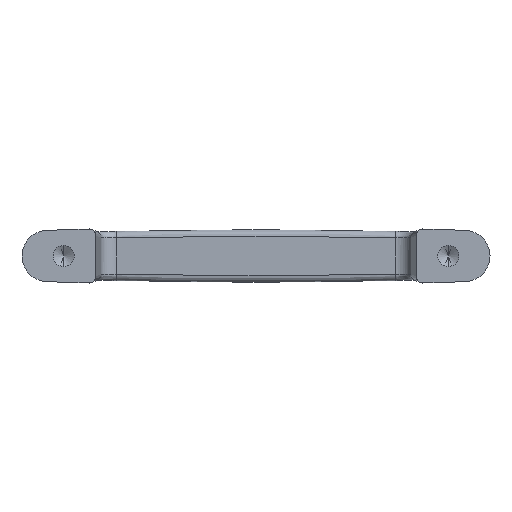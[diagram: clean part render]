
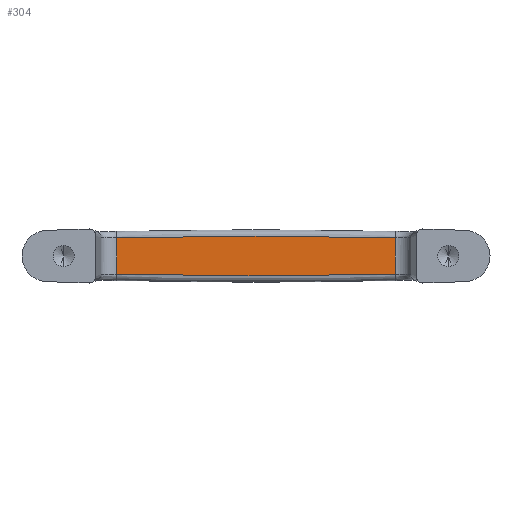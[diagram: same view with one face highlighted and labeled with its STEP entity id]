
A CAD part, front view. The second image highlights one B-rep face of the part: STEP entity #304.
In plain terms, the highlighted planar face has unit normal (0, -1, 0).
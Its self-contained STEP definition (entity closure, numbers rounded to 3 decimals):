
#136 = EDGE_LOOP ( 'NONE', ( #137, #141, #273, #276 ) ) ;
#137 = ORIENTED_EDGE ( 'NONE', *, *, #138, .T. ) ;
#138 = EDGE_CURVE ( 'NONE', #139, #140, #1159, .T. ) ;
#139 = VERTEX_POINT ( 'NONE', #1205 ) ;
#140 = VERTEX_POINT ( 'NONE', #1135 ) ;
#141 = ORIENTED_EDGE ( 'NONE', *, *, #142, .T. ) ;
#142 = EDGE_CURVE ( 'NONE', #140, #143, #1104, .T. ) ;
#143 = VERTEX_POINT ( 'NONE', #1103 ) ;
#273 = ORIENTED_EDGE ( 'NONE', *, *, #274, .T. ) ;
#274 = EDGE_CURVE ( 'NONE', #143, #275, #1512, .T. ) ;
#275 = VERTEX_POINT ( 'NONE', #1508 ) ;
#276 = ORIENTED_EDGE ( 'NONE', *, *, #277, .T. ) ;
#277 = EDGE_CURVE ( 'NONE', #275, #139, #1734, .T. ) ;
#304 = ADVANCED_FACE ( 'NONE', ( #1553 ), #1667, .F. ) ;
#1080 = CARTESIAN_POINT ( 'NONE',  ( 14.464, 25., -6.202 ) ) ;
#1081 = CARTESIAN_POINT ( 'NONE',  ( -14.461, 25., -6.202 ) ) ;
#1082 = CARTESIAN_POINT ( 'NONE',  ( -28.925, 25., -6.027 ) ) ;
#1083 = CARTESIAN_POINT ( 'NONE',  ( -43.384, 25., -5.678 ) ) ;
#1103 = CARTESIAN_POINT ( 'NONE',  ( 43.384, 25., -5.678 ) ) ;
#1104 = B_SPLINE_CURVE_WITH_KNOTS ( 'NONE', 3,
 ( #1083, #1082, #1081, #1080, #1208, #1207 ),
 .UNSPECIFIED., .F., .F.,
 ( 4, 2, 4 ),
 ( 0., 0.043, 0.087 ),
 .UNSPECIFIED. ) ;
#1135 = CARTESIAN_POINT ( 'NONE',  ( -43.384, 25., -5.678 ) ) ;
#1136 = DIRECTION ( 'NONE',  ( 0., 0., -1. ) ) ;
#1137 = VECTOR ( 'NONE', #1136, 1000. ) ;
#1158 = CARTESIAN_POINT ( 'NONE',  ( -43.384, 25., -7.635 ) ) ;
#1159 = LINE ( 'NONE', #1158, #1137 ) ;
#1205 = CARTESIAN_POINT ( 'NONE',  ( -43.384, 25., 5.678 ) ) ;
#1207 = CARTESIAN_POINT ( 'NONE',  ( 43.384, 25., -5.678 ) ) ;
#1208 = CARTESIAN_POINT ( 'NONE',  ( 28.925, 25., -6.027 ) ) ;
#1508 = CARTESIAN_POINT ( 'NONE',  ( 43.384, 25., 5.678 ) ) ;
#1509 = DIRECTION ( 'NONE',  ( 0., 0., 1. ) ) ;
#1510 = VECTOR ( 'NONE', #1509, 1000. ) ;
#1511 = CARTESIAN_POINT ( 'NONE',  ( 43.384, 25., 7.635 ) ) ;
#1512 = LINE ( 'NONE', #1511, #1510 ) ;
#1553 = FACE_OUTER_BOUND ( 'NONE', #136, .T. ) ;
#1663 = DIRECTION ( 'NONE',  ( 0., 0., 1. ) ) ;
#1664 = DIRECTION ( 'NONE',  ( 0., 1., 0. ) ) ;
#1665 = CARTESIAN_POINT ( 'NONE',  ( 48., 25., -15. ) ) ;
#1666 = AXIS2_PLACEMENT_3D ( 'NONE', #1665, #1664, #1663 ) ;
#1667 = PLANE ( 'NONE',  #1666 ) ;
#1729 = CARTESIAN_POINT ( 'NONE',  ( -43.384, 25., 5.678 ) ) ;
#1730 = CARTESIAN_POINT ( 'NONE',  ( -14.461, 25., 6.376 ) ) ;
#1731 = CARTESIAN_POINT ( 'NONE',  ( 14.461, 25., 6.376 ) ) ;
#1732 = CARTESIAN_POINT ( 'NONE',  ( 43.384, 25., 5.678 ) ) ;
#1734 = B_SPLINE_CURVE_WITH_KNOTS ( 'NONE', 3,
 ( #1732, #1731, #1730, #1729 ),
 .UNSPECIFIED., .F., .F.,
 ( 4, 4 ),
 ( 0., 0.087 ),
 .UNSPECIFIED. ) ;
